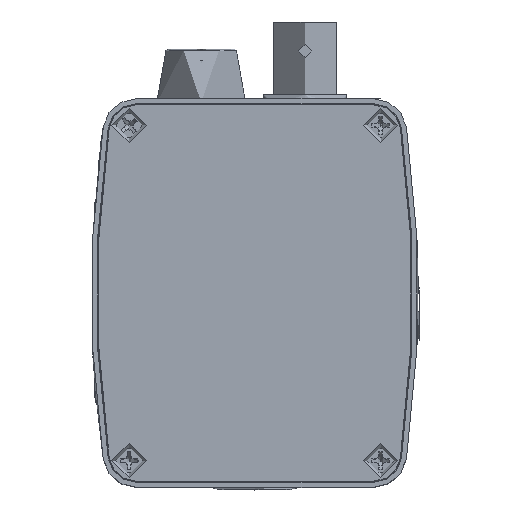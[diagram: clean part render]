
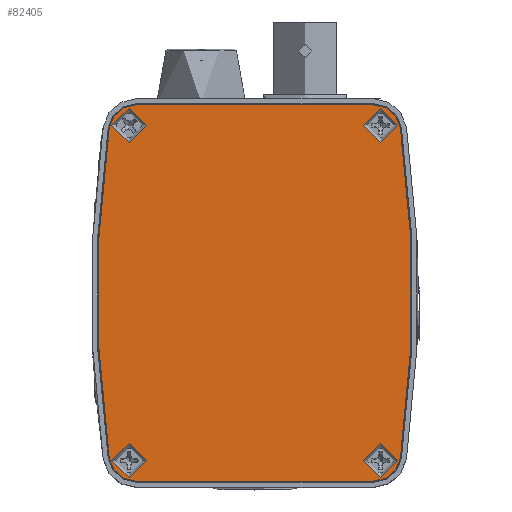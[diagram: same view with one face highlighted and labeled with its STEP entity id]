
A CAD part, top view. The second image highlights one B-rep face of the part: STEP entity #82405.
In plain terms, the highlighted planar face has unit normal (0, 0, 1).
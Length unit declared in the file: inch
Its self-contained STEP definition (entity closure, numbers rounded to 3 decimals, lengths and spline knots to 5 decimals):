
#62 = EDGE_LOOP ( 'NONE', ( #9341 ) ) ;
#649 = CARTESIAN_POINT ( 'NONE',  ( 0.85339, 1.19, 0.009 ) ) ;
#2343 = AXIS2_PLACEMENT_3D ( 'NONE', #75080, #164542, #87966 ) ;
#3086 = FACE_BOUND ( 'NONE', #7373, .T. ) ;
#3636 = EDGE_CURVE ( 'NONE', #90298, #90298, #42411, .T. ) ;
#5330 = EDGE_CURVE ( 'NONE', #112863, #73912, #161344, .T. ) ;
#7373 = EDGE_LOOP ( 'NONE', ( #60720 ) ) ;
#9341 = ORIENTED_EDGE ( 'NONE', *, *, #51074, .F. ) ;
#9960 = EDGE_CURVE ( 'NONE', #105744, #31675, #66988, .T. ) ;
#10167 = AXIS2_PLACEMENT_3D ( 'NONE', #15686, #105422, #28582 ) ;
#12205 = ORIENTED_EDGE ( 'NONE', *, *, #91174, .T. ) ;
#13075 = CARTESIAN_POINT ( 'NONE',  ( 0.86843, 1.17483, 0.009 ) ) ;
#13275 = DIRECTION ( 'NONE',  ( 0., 0., 1. ) ) ;
#15686 = CARTESIAN_POINT ( 'NONE',  ( 0.71, -0.7725, 0.009 ) ) ;
#16091 = CIRCLE ( 'NONE', #134120, 0.16 ) ;
#22359 = CARTESIAN_POINT ( 'NONE',  ( -0.71, 1.1525, 0.009 ) ) ;
#27018 = CARTESIAN_POINT ( 'NONE',  ( -0.64661, -0.81, 0.009 ) ) ;
#28582 = DIRECTION ( 'NONE',  ( 1., 0., 0. ) ) ;
#29925 = VERTEX_POINT ( 'NONE', #649 ) ;
#31436 = CARTESIAN_POINT ( 'NONE',  ( 6.11852, 0.19, 0.009 ) ) ;
#31675 = VERTEX_POINT ( 'NONE', #84730 ) ;
#33238 = FACE_BOUND ( 'NONE', #81951, .T. ) ;
#34402 = CARTESIAN_POINT ( 'NONE',  ( -0.86843, 1.17483, 0.009 ) ) ;
#34759 = AXIS2_PLACEMENT_3D ( 'NONE', #34865, #124394, #47752 ) ;
#34830 = CARTESIAN_POINT ( 'NONE',  ( 0.86843, -0.79483, 0.009 ) ) ;
#34865 = CARTESIAN_POINT ( 'NONE',  ( 0.75, 1.19, 0.009 ) ) ;
#35294 = DIRECTION ( 'NONE',  ( 1., 0., 0. ) ) ;
#36162 = CARTESIAN_POINT ( 'NONE',  ( -0.86843, -0.79483, 0.009 ) ) ;
#38805 = ORIENTED_EDGE ( 'NONE', *, *, #143086, .T. ) ;
#39481 = CARTESIAN_POINT ( 'NONE',  ( -0.71, -0.9325, 0.009 ) ) ;
#39685 = CARTESIAN_POINT ( 'NONE',  ( -0.75, -0.81, 0.009 ) ) ;
#40020 = DIRECTION ( 'NONE',  ( 1., 0., 0. ) ) ;
#42411 = CIRCLE ( 'NONE', #94641, 0.10339 ) ;
#43014 = CARTESIAN_POINT ( 'NONE',  ( -6.11852, 0.19, 0.009 ) ) ;
#44290 = DIRECTION ( 'NONE',  ( 1., 0., 0. ) ) ;
#46661 = AXIS2_PLACEMENT_3D ( 'NONE', #39685, #129210, #52585 ) ;
#47733 = LINE ( 'NONE', #69304, #111856 ) ;
#47752 = DIRECTION ( 'NONE',  ( 1., 0., 0. ) ) ;
#48616 = VECTOR ( 'NONE', #40020, 39.37008 ) ;
#48967 = CARTESIAN_POINT ( 'NONE',  ( 0.71, -0.9325, 0.009 ) ) ;
#51074 = EDGE_CURVE ( 'NONE', #29925, #29925, #72338, .T. ) ;
#52585 = DIRECTION ( 'NONE',  ( 1., 0., 0. ) ) ;
#55976 = DIRECTION ( 'NONE',  ( -1., 0., 0. ) ) ;
#60720 = ORIENTED_EDGE ( 'NONE', *, *, #3636, .F. ) ;
#61389 = EDGE_CURVE ( 'NONE', #73912, #148508, #150773, .T. ) ;
#62173 = EDGE_LOOP ( 'NONE', ( #64683 ) ) ;
#64356 = EDGE_CURVE ( 'NONE', #116066, #116066, #102704, .T. ) ;
#64683 = ORIENTED_EDGE ( 'NONE', *, *, #90737, .F. ) ;
#66988 = CIRCLE ( 'NONE', #70126, 0.16 ) ;
#67366 = FACE_OUTER_BOUND ( 'NONE', #164332, .T. ) ;
#67396 = CARTESIAN_POINT ( 'NONE',  ( -0.64661, 1.19, 0.009 ) ) ;
#67988 = AXIS2_PLACEMENT_3D ( 'NONE', #31436, #120990, #44290 ) ;
#69304 = CARTESIAN_POINT ( 'NONE',  ( -0.71, 1.3125, 0.009 ) ) ;
#70126 = AXIS2_PLACEMENT_3D ( 'NONE', #90140, #13275, #103010 ) ;
#71092 = PLANE ( 'NONE',  #124201 ) ;
#71325 = AXIS2_PLACEMENT_3D ( 'NONE', #99138, #98908, #98776 ) ;
#71633 = DIRECTION ( 'NONE',  ( 0., 0., -1. ) ) ;
#72017 = VERTEX_POINT ( 'NONE', #138030 ) ;
#72338 = CIRCLE ( 'NONE', #34759, 0.10339 ) ;
#73912 = VERTEX_POINT ( 'NONE', #132774 ) ;
#75080 = CARTESIAN_POINT ( 'NONE',  ( -0.75, 1.19, 0.009 ) ) ;
#75397 = ORIENTED_EDGE ( 'NONE', *, *, #9960, .T. ) ;
#79983 = VERTEX_POINT ( 'NONE', #67396 ) ;
#80449 = DIRECTION ( 'NONE',  ( 1., 0., 0. ) ) ;
#80779 = DIRECTION ( 'NONE',  ( 0., 0., 1. ) ) ;
#80987 = CARTESIAN_POINT ( 'NONE',  ( 0.75, -0.81, 0.009 ) ) ;
#81951 = EDGE_LOOP ( 'NONE', ( #124639 ) ) ;
#82405 = ADVANCED_FACE ( 'NONE', ( #101404, #135352, #3086, #33238, #67366 ), #71092, .F. ) ;
#84730 = CARTESIAN_POINT ( 'NONE',  ( 0.71, 1.3125, 0.009 ) ) ;
#87966 = DIRECTION ( 'NONE',  ( 1., 0., 0. ) ) ;
#90140 = CARTESIAN_POINT ( 'NONE',  ( 0.71, 1.1525, 0.009 ) ) ;
#90298 = VERTEX_POINT ( 'NONE', #99939 ) ;
#90737 = EDGE_CURVE ( 'NONE', #79983, #79983, #127383, .T. ) ;
#91174 = EDGE_CURVE ( 'NONE', #96066, #105744, #133262, .T. ) ;
#94641 = AXIS2_PLACEMENT_3D ( 'NONE', #80987, #80779, #80449 ) ;
#96066 = VERTEX_POINT ( 'NONE', #34830 ) ;
#98776 = DIRECTION ( 'NONE',  ( -1., 0., 0. ) ) ;
#98908 = DIRECTION ( 'NONE',  ( 0., 0., 1. ) ) ;
#99138 = CARTESIAN_POINT ( 'NONE',  ( -0.71, -0.7725, 0.009 ) ) ;
#99939 = CARTESIAN_POINT ( 'NONE',  ( 0.85339, -0.81, 0.009 ) ) ;
#101404 = FACE_BOUND ( 'NONE', #62173, .T. ) ;
#101444 = CIRCLE ( 'NONE', #67988, 7.05602 ) ;
#102704 = CIRCLE ( 'NONE', #46661, 0.10339 ) ;
#103010 = DIRECTION ( 'NONE',  ( -1., 0., 0. ) ) ;
#105422 = DIRECTION ( 'NONE',  ( 0., 0., 1. ) ) ;
#105744 = VERTEX_POINT ( 'NONE', #13075 ) ;
#111856 = VECTOR ( 'NONE', #145949, 39.37008 ) ;
#112025 = DIRECTION ( 'NONE',  ( 0., 0., 1. ) ) ;
#112863 = VERTEX_POINT ( 'NONE', #36162 ) ;
#116066 = VERTEX_POINT ( 'NONE', #27018 ) ;
#120990 = DIRECTION ( 'NONE',  ( 0., 0., 1. ) ) ;
#123588 = ORIENTED_EDGE ( 'NONE', *, *, #133480, .T. ) ;
#124201 = AXIS2_PLACEMENT_3D ( 'NONE', #148255, #71633, #161074 ) ;
#124394 = DIRECTION ( 'NONE',  ( 0., 0., 1. ) ) ;
#124639 = ORIENTED_EDGE ( 'NONE', *, *, #64356, .F. ) ;
#127383 = CIRCLE ( 'NONE', #2343, 0.10339 ) ;
#129210 = DIRECTION ( 'NONE',  ( 0., 0., 1. ) ) ;
#130573 = AXIS2_PLACEMENT_3D ( 'NONE', #43014, #132564, #55976 ) ;
#132564 = DIRECTION ( 'NONE',  ( 0., 0., 1. ) ) ;
#132774 = CARTESIAN_POINT ( 'NONE',  ( -0.71, -0.9325, 0.009 ) ) ;
#133013 = VERTEX_POINT ( 'NONE', #34402 ) ;
#133262 = CIRCLE ( 'NONE', #130573, 7.05602 ) ;
#133480 = EDGE_CURVE ( 'NONE', #72017, #133013, #16091, .T. ) ;
#133774 = ORIENTED_EDGE ( 'NONE', *, *, #61389, .T. ) ;
#134120 = AXIS2_PLACEMENT_3D ( 'NONE', #22359, #112025, #35294 ) ;
#135174 = EDGE_CURVE ( 'NONE', #133013, #112863, #101444, .T. ) ;
#135352 = FACE_BOUND ( 'NONE', #62, .T. ) ;
#138030 = CARTESIAN_POINT ( 'NONE',  ( -0.71, 1.3125, 0.009 ) ) ;
#139717 = ORIENTED_EDGE ( 'NONE', *, *, #135174, .T. ) ;
#141193 = ORIENTED_EDGE ( 'NONE', *, *, #5330, .T. ) ;
#143086 = EDGE_CURVE ( 'NONE', #148508, #96066, #153935, .T. ) ;
#145949 = DIRECTION ( 'NONE',  ( -1., 0., 0. ) ) ;
#145981 = EDGE_CURVE ( 'NONE', #31675, #72017, #47733, .T. ) ;
#148255 = CARTESIAN_POINT ( 'NONE',  ( 0.71, 1.1525, 0.009 ) ) ;
#148508 = VERTEX_POINT ( 'NONE', #48967 ) ;
#150773 = LINE ( 'NONE', #39481, #48616 ) ;
#153935 = CIRCLE ( 'NONE', #10167, 0.16 ) ;
#161074 = DIRECTION ( 'NONE',  ( -1., 0., 0. ) ) ;
#161344 = CIRCLE ( 'NONE', #71325, 0.16 ) ;
#163646 = ORIENTED_EDGE ( 'NONE', *, *, #145981, .T. ) ;
#164332 = EDGE_LOOP ( 'NONE', ( #75397, #163646, #123588, #139717, #141193, #133774, #38805, #12205 ) ) ;
#164542 = DIRECTION ( 'NONE',  ( 0., 0., 1. ) ) ;
